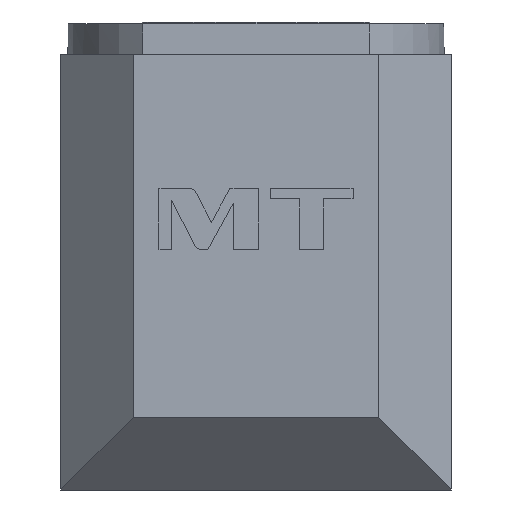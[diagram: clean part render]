
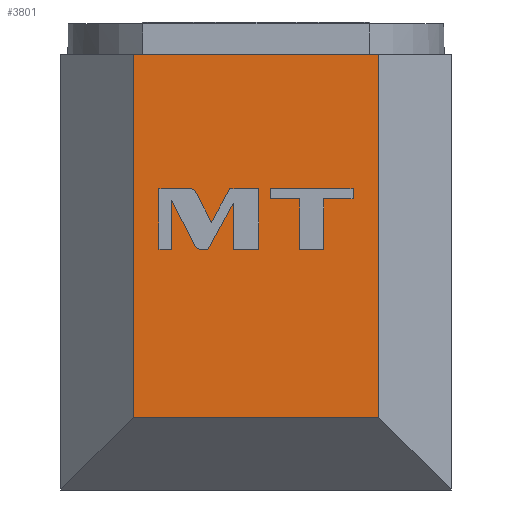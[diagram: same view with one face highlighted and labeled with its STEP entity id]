
A CAD part, left-side view. The second image highlights one B-rep face of the part: STEP entity #3801.
In plain terms, the highlighted planar face has unit normal (-1, 0, 0).
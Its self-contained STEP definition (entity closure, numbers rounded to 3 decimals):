
#830=DIRECTION('',(0.,0.,1.));
#831=VECTOR('',#830,100.5);
#832=CARTESIAN_POINT('',(-132.,-34.,-35.));
#833=LINE('',#832,#831);
#834=DIRECTION('',(0.,1.,0.));
#835=VECTOR('',#834,68.);
#836=CARTESIAN_POINT('',(-132.,-34.,-35.));
#837=LINE('',#836,#835);
#838=DIRECTION('',(0.,0.,1.));
#839=VECTOR('',#838,100.5);
#840=CARTESIAN_POINT('',(-132.,34.,-35.));
#841=LINE('',#840,#839);
#842=DIRECTION('',(0.,0.,-1.));
#843=VECTOR('',#842,16.8);
#844=CARTESIAN_POINT('',(-132.,26.85,28.4));
#845=LINE('',#844,#843);
#846=DIRECTION('',(0.,-1.,0.));
#847=VECTOR('',#846,3.494);
#848=CARTESIAN_POINT('',(-132.,26.85,11.6));
#849=LINE('',#848,#847);
#850=DIRECTION('',(0.,0.,-1.));
#851=VECTOR('',#850,13.609);
#852=CARTESIAN_POINT('',(-132.,23.356,25.209));
#853=LINE('',#852,#851);
#854=DIRECTION('',(0.,-0.459,-0.888));
#855=VECTOR('',#854,14.09);
#856=CARTESIAN_POINT('',(-132.,23.356,25.209));
#857=LINE('',#856,#855);
#858=CARTESIAN_POINT('',(-132.,16.884,12.693));
#859=CARTESIAN_POINT('',(-132.,16.535,12.018));
#860=CARTESIAN_POINT('',(-132.,15.844,11.6));
#861=CARTESIAN_POINT('',(-132.,15.084,11.6));
#863=DIRECTION('',(0.,-1.,0.));
#864=VECTOR('',#863,1.752);
#865=CARTESIAN_POINT('',(-132.,15.084,11.6));
#866=LINE('',#865,#864);
#867=DIRECTION('',(0.,0.481,-0.877));
#868=VECTOR('',#867,14.576);
#869=CARTESIAN_POINT('',(-132.,6.318,24.378));
#870=LINE('',#869,#868);
#871=DIRECTION('',(0.,0.,-1.));
#872=VECTOR('',#871,12.778);
#873=CARTESIAN_POINT('',(-132.,6.318,24.378));
#874=LINE('',#873,#872);
#875=DIRECTION('',(0.,-1.,0.));
#876=VECTOR('',#875,7.069);
#877=CARTESIAN_POINT('',(-132.,6.318,11.6));
#878=LINE('',#877,#876);
#879=DIRECTION('',(0.,0.,-1.));
#880=VECTOR('',#879,16.8);
#881=CARTESIAN_POINT('',(-132.,-0.751,28.4));
#882=LINE('',#881,#880);
#883=DIRECTION('',(0.,1.,0.));
#884=VECTOR('',#883,7.97);
#885=CARTESIAN_POINT('',(-132.,-0.751,28.4));
#886=LINE('',#885,#884);
#887=DIRECTION('',(0.,0.481,-0.877));
#888=VECTOR('',#887,10.653);
#889=CARTESIAN_POINT('',(-132.,7.219,28.4));
#890=LINE('',#889,#888);
#891=DIRECTION('',(0.,-0.459,-0.888));
#892=VECTOR('',#891,9.282);
#893=CARTESIAN_POINT('',(-132.,16.609,27.307));
#894=LINE('',#893,#892);
#895=CARTESIAN_POINT('',(-132.,16.609,27.307));
#896=CARTESIAN_POINT('',(-132.,16.958,27.981));
#897=CARTESIAN_POINT('',(-132.,17.645,28.4));
#898=CARTESIAN_POINT('',(-132.,18.404,28.4));
#900=DIRECTION('',(0.,1.,0.));
#901=VECTOR('',#900,8.446);
#902=CARTESIAN_POINT('',(-132.,18.404,28.4));
#903=LINE('',#902,#901);
#904=DIRECTION('',(0.,0.,-1.));
#905=VECTOR('',#904,13.939);
#906=CARTESIAN_POINT('',(-132.,-12.049,25.539));
#907=LINE('',#906,#905);
#908=DIRECTION('',(0.,-1.,0.));
#909=VECTOR('',#908,6.655);
#910=CARTESIAN_POINT('',(-132.,-12.049,11.6));
#911=LINE('',#910,#909);
#912=DIRECTION('',(0.,0.,-1.));
#913=VECTOR('',#912,13.939);
#914=CARTESIAN_POINT('',(-132.,-18.704,25.539));
#915=LINE('',#914,#913);
#916=DIRECTION('',(0.,-1.,0.));
#917=VECTOR('',#916,8.144);
#918=CARTESIAN_POINT('',(-132.,-18.704,25.539));
#919=LINE('',#918,#917);
#920=DIRECTION('',(0.,0.,1.));
#921=VECTOR('',#920,2.861);
#922=CARTESIAN_POINT('',(-132.,-26.849,25.539));
#923=LINE('',#922,#921);
#924=DIRECTION('',(0.,1.,0.));
#925=VECTOR('',#924,22.944);
#926=CARTESIAN_POINT('',(-132.,-26.849,28.4));
#927=LINE('',#926,#925);
#928=DIRECTION('',(0.,0.,-1.));
#929=VECTOR('',#928,2.861);
#930=CARTESIAN_POINT('',(-132.,-3.905,28.4));
#931=LINE('',#930,#929);
#932=DIRECTION('',(0.,-1.,0.));
#933=VECTOR('',#932,8.144);
#934=CARTESIAN_POINT('',(-132.,-3.905,25.539));
#935=LINE('',#934,#933);
#958=DIRECTION('',(0.,-1.,0.));
#959=VECTOR('',#958,68.);
#960=CARTESIAN_POINT('',(-132.,34.,65.5));
#961=LINE('',#960,#959);
#2322=CARTESIAN_POINT('',(-132.,34.,65.5));
#2324=VERTEX_POINT('',#2322);
#2325=CARTESIAN_POINT('',(-132.,-34.,65.5));
#2326=VERTEX_POINT('',#2325);
#2490=CARTESIAN_POINT('',(-132.,34.,-35.));
#2492=VERTEX_POINT('',#2490);
#2493=CARTESIAN_POINT('',(-132.,-34.,-35.));
#2494=VERTEX_POINT('',#2493);
#2847=CARTESIAN_POINT('',(-132.,16.609,27.307));
#2848=VERTEX_POINT('',#2847);
#2849=CARTESIAN_POINT('',(-132.,18.404,28.4));
#2850=VERTEX_POINT('',#2849);
#2851=CARTESIAN_POINT('',(-132.,26.85,28.4));
#2852=VERTEX_POINT('',#2851);
#2853=CARTESIAN_POINT('',(-132.,26.85,11.6));
#2854=VERTEX_POINT('',#2853);
#2855=CARTESIAN_POINT('',(-132.,23.356,11.6));
#2856=VERTEX_POINT('',#2855);
#2857=CARTESIAN_POINT('',(-132.,23.356,25.209));
#2858=VERTEX_POINT('',#2857);
#2859=CARTESIAN_POINT('',(-132.,16.884,12.693));
#2860=VERTEX_POINT('',#2859);
#2861=CARTESIAN_POINT('',(-132.,15.084,11.6));
#2862=VERTEX_POINT('',#2861);
#2863=CARTESIAN_POINT('',(-132.,13.332,11.6));
#2864=VERTEX_POINT('',#2863);
#2865=CARTESIAN_POINT('',(-132.,6.318,24.378));
#2866=VERTEX_POINT('',#2865);
#2867=CARTESIAN_POINT('',(-132.,6.318,11.6));
#2868=VERTEX_POINT('',#2867);
#2869=CARTESIAN_POINT('',(-132.,-0.751,11.6));
#2870=VERTEX_POINT('',#2869);
#2871=CARTESIAN_POINT('',(-132.,-0.751,28.4));
#2872=VERTEX_POINT('',#2871);
#2873=CARTESIAN_POINT('',(-132.,7.219,28.4));
#2874=VERTEX_POINT('',#2873);
#2875=CARTESIAN_POINT('',(-132.,12.345,19.061));
#2876=VERTEX_POINT('',#2875);
#2877=CARTESIAN_POINT('',(-132.,-12.049,25.539));
#2878=VERTEX_POINT('',#2877);
#2879=CARTESIAN_POINT('',(-132.,-12.049,11.6));
#2880=VERTEX_POINT('',#2879);
#2881=CARTESIAN_POINT('',(-132.,-18.704,11.6));
#2882=VERTEX_POINT('',#2881);
#2883=CARTESIAN_POINT('',(-132.,-18.704,25.539));
#2884=VERTEX_POINT('',#2883);
#2885=CARTESIAN_POINT('',(-132.,-26.849,25.539));
#2886=VERTEX_POINT('',#2885);
#2887=CARTESIAN_POINT('',(-132.,-26.849,28.4));
#2888=VERTEX_POINT('',#2887);
#2889=CARTESIAN_POINT('',(-132.,-3.905,28.4));
#2890=VERTEX_POINT('',#2889);
#2891=CARTESIAN_POINT('',(-132.,-3.905,25.539));
#2892=VERTEX_POINT('',#2891);
#3739=CARTESIAN_POINT('',(-132.,34.,-55.));
#3740=DIRECTION('',(-1.,0.,0.));
#3741=DIRECTION('',(0.,-1.,0.));
#3742=AXIS2_PLACEMENT_3D('',#3739,#3740,#3741);
#3743=PLANE('',#3742);
#3744=ORIENTED_EDGE('',*,*,#2956,.T.);
#3745=ORIENTED_EDGE('',*,*,#2974,.T.);
#3747=ORIENTED_EDGE('',*,*,#3746,.T.);
#3748=ORIENTED_EDGE('',*,*,#3731,.F.);
#3749=EDGE_LOOP('',(#3744,#3745,#3747,#3748));
#3750=FACE_OUTER_BOUND('',#3749,.F.);
#3752=ORIENTED_EDGE('',*,*,#3751,.T.);
#3754=ORIENTED_EDGE('',*,*,#3753,.T.);
#3756=ORIENTED_EDGE('',*,*,#3755,.F.);
#3758=ORIENTED_EDGE('',*,*,#3757,.T.);
#3760=ORIENTED_EDGE('',*,*,#3759,.T.);
#3762=ORIENTED_EDGE('',*,*,#3761,.T.);
#3764=ORIENTED_EDGE('',*,*,#3763,.F.);
#3766=ORIENTED_EDGE('',*,*,#3765,.T.);
#3768=ORIENTED_EDGE('',*,*,#3767,.T.);
#3770=ORIENTED_EDGE('',*,*,#3769,.F.);
#3772=ORIENTED_EDGE('',*,*,#3771,.T.);
#3774=ORIENTED_EDGE('',*,*,#3773,.T.);
#3776=ORIENTED_EDGE('',*,*,#3775,.F.);
#3778=ORIENTED_EDGE('',*,*,#3777,.T.);
#3780=ORIENTED_EDGE('',*,*,#3779,.T.);
#3781=EDGE_LOOP('',(#3752,#3754,#3756,#3758,#3760,#3762,#3764,#3766,#3768,#3770,
#3772,#3774,#3776,#3778,#3780));
#3782=FACE_BOUND('',#3781,.F.);
#3784=ORIENTED_EDGE('',*,*,#3783,.T.);
#3786=ORIENTED_EDGE('',*,*,#3785,.T.);
#3788=ORIENTED_EDGE('',*,*,#3787,.F.);
#3790=ORIENTED_EDGE('',*,*,#3789,.T.);
#3792=ORIENTED_EDGE('',*,*,#3791,.T.);
#3794=ORIENTED_EDGE('',*,*,#3793,.T.);
#3796=ORIENTED_EDGE('',*,*,#3795,.T.);
#3798=ORIENTED_EDGE('',*,*,#3797,.T.);
#3799=EDGE_LOOP('',(#3784,#3786,#3788,#3790,#3792,#3794,#3796,#3798));
#3800=FACE_BOUND('',#3799,.F.);
#3801=ADVANCED_FACE('',(#3750,#3782,#3800),#3743,.T.);
#862=B_SPLINE_CURVE_WITH_KNOTS('',3,(#858,#859,#860,#861),.UNSPECIFIED.,.F.,.F.,
(4,4),(0.,1.),.UNSPECIFIED.);
#899=B_SPLINE_CURVE_WITH_KNOTS('',3,(#895,#896,#897,#898),.UNSPECIFIED.,.F.,.F.,
(4,4),(0.,1.),.UNSPECIFIED.);
#2956=EDGE_CURVE('',#2494,#2492,#837,.T.);
#2974=EDGE_CURVE('',#2492,#2324,#841,.T.);
#3731=EDGE_CURVE('',#2494,#2326,#833,.T.);
#3746=EDGE_CURVE('',#2324,#2326,#961,.T.);
#3751=EDGE_CURVE('',#2852,#2854,#845,.T.);
#3753=EDGE_CURVE('',#2854,#2856,#849,.T.);
#3755=EDGE_CURVE('',#2858,#2856,#853,.T.);
#3757=EDGE_CURVE('',#2858,#2860,#857,.T.);
#3759=EDGE_CURVE('',#2860,#2862,#862,.T.);
#3761=EDGE_CURVE('',#2862,#2864,#866,.T.);
#3763=EDGE_CURVE('',#2866,#2864,#870,.T.);
#3765=EDGE_CURVE('',#2866,#2868,#874,.T.);
#3767=EDGE_CURVE('',#2868,#2870,#878,.T.);
#3769=EDGE_CURVE('',#2872,#2870,#882,.T.);
#3771=EDGE_CURVE('',#2872,#2874,#886,.T.);
#3773=EDGE_CURVE('',#2874,#2876,#890,.T.);
#3775=EDGE_CURVE('',#2848,#2876,#894,.T.);
#3777=EDGE_CURVE('',#2848,#2850,#899,.T.);
#3779=EDGE_CURVE('',#2850,#2852,#903,.T.);
#3783=EDGE_CURVE('',#2878,#2880,#907,.T.);
#3785=EDGE_CURVE('',#2880,#2882,#911,.T.);
#3787=EDGE_CURVE('',#2884,#2882,#915,.T.);
#3789=EDGE_CURVE('',#2884,#2886,#919,.T.);
#3791=EDGE_CURVE('',#2886,#2888,#923,.T.);
#3793=EDGE_CURVE('',#2888,#2890,#927,.T.);
#3795=EDGE_CURVE('',#2890,#2892,#931,.T.);
#3797=EDGE_CURVE('',#2892,#2878,#935,.T.);
